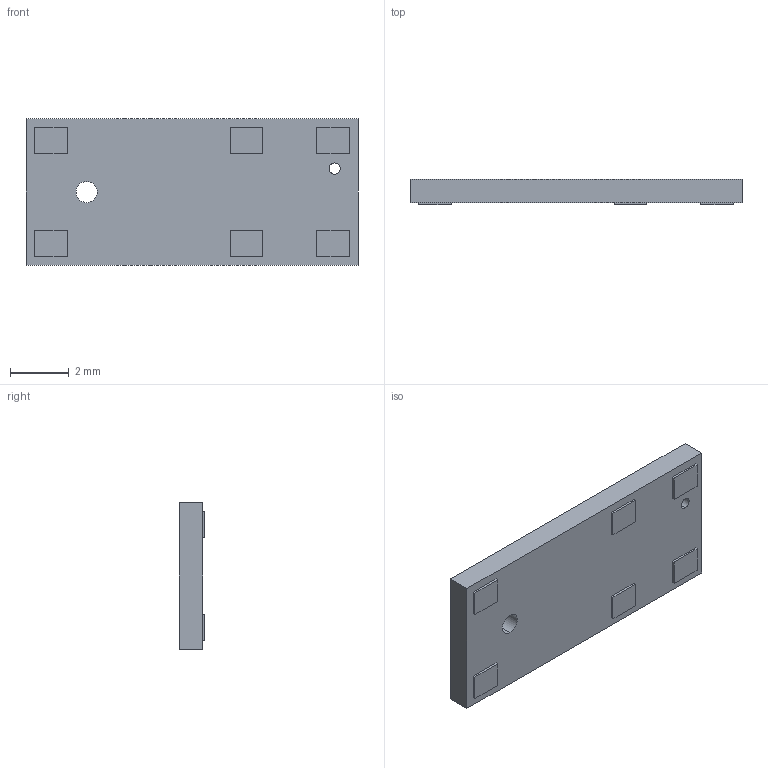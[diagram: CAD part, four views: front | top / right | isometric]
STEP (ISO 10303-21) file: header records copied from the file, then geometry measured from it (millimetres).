
FILE_DESCRIPTION (( 'STEP AP214' ), '1' );
FILE_NAME ('Antenova SR42W001_Mutica.STEP', '2016-11-16T22:53:03', ( '' ), ( '' ), 'SwSTEP 2.0', 'SolidWorks 2016', '' );
FILE_SCHEMA (( 'AUTOMOTIVE_DESIGN' ));
Length unit declared in the file: millimetre
Products named in the file (4): SR42W001_Mutica; Board; Antenova SR42W001_Mutica; 433071_354331__30000_0_0_0
Assembly tree (8 placements, depth 3):
  Antenova SR42W001_Mutica
    SR42W001_Mutica
      Board
      433071_354331__30000_0_0_0  x6
Bounding box: 11.3 x 0.88 x 5 mm (x, y, z)
Volume: 45.2 mm3; surface area: 154.5 mm2
Topology: 7 solids, 7 shells, 46 faces, 96 edges, 64 vertices
Faces by surface type: plane 42, cylinder 4
Entity records: 632 total; most frequent: DIRECTION 100, CARTESIAN_POINT 88, ORIENTED_EDGE 72, EDGE_CURVE 36, AXIS2_PLACEMENT_3D 36, VECTOR 28, LINE 28, VERTEX_POINT 24
